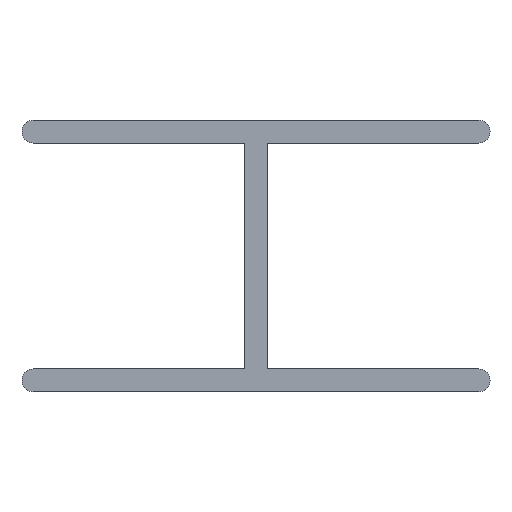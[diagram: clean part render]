
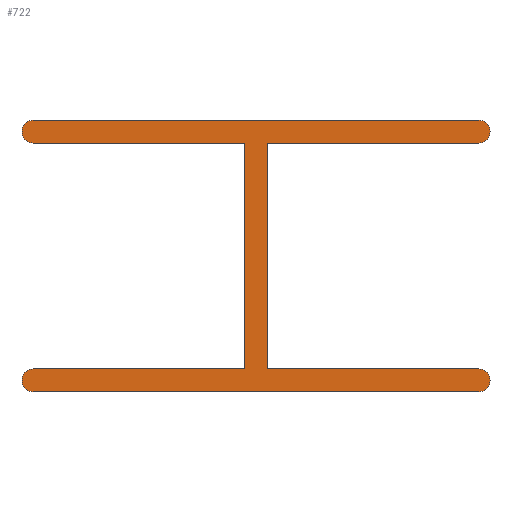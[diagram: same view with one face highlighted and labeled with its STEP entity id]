
A CAD part, front view. The second image highlights one B-rep face of the part: STEP entity #722.
In plain terms, the highlighted planar face has unit normal (0, -1, 0).
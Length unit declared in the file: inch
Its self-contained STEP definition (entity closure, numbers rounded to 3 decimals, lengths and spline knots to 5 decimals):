
#42=CARTESIAN_POINT('',(-0.334,0.19375,0.17775));
#43=VERTEX_POINT('',#42);
#50=CARTESIAN_POINT('',(-0.318,0.19375,0.19375));
#51=VERTEX_POINT('',#50);
#52=CARTESIAN_POINT('',(-0.318,0.19375,0.17775));
#53=DIRECTION('',(0.0,1.0,-0.0));
#54=DIRECTION('',(0.0,0.0,1.0));
#55=AXIS2_PLACEMENT_3D('',#52,#53,#54);
#56=CIRCLE('',#55,0.016);
#57=EDGE_CURVE('',#43,#51,#56,.T.);
#81=CARTESIAN_POINT('',(-0.334,0.19375,0.17725));
#82=VERTEX_POINT('',#81);
#89=CARTESIAN_POINT('',(-0.334,0.19375,0.17775));
#90=DIRECTION('',(0.0,0.0,-1.0));
#91=VECTOR('',#90,1.0);
#92=LINE('',#89,#91);
#93=EDGE_CURVE('',#43,#82,#92,.T.);
#113=CARTESIAN_POINT('',(-0.318,0.19375,0.16125));
#114=VERTEX_POINT('',#113);
#121=CARTESIAN_POINT('',(-0.318,0.19375,0.17725));
#122=DIRECTION('',(0.0,-1.0,0.0));
#123=DIRECTION('',(1.0,0.0,0.0));
#124=AXIS2_PLACEMENT_3D('',#121,#122,#123);
#125=CIRCLE('',#124,0.016);
#126=EDGE_CURVE('',#82,#114,#125,.T.);
#145=CARTESIAN_POINT('',(-0.01625,0.19375,0.16125));
#146=VERTEX_POINT('',#145);
#153=CARTESIAN_POINT('',(-0.318,0.19375,0.16125));
#154=DIRECTION('',(1.0,0.0,0.0));
#155=VECTOR('',#154,1.0);
#156=LINE('',#153,#155);
#157=EDGE_CURVE('',#114,#146,#156,.T.);
#176=CARTESIAN_POINT('',(-0.01625,0.19375,-0.16125));
#177=VERTEX_POINT('',#176);
#184=CARTESIAN_POINT('',(-0.01625,0.19375,-0.16125));
#185=DIRECTION('',(0.0,0.0,1.0));
#186=VECTOR('',#185,1.0);
#187=LINE('',#184,#186);
#188=EDGE_CURVE('',#177,#146,#187,.T.);
#207=CARTESIAN_POINT('',(-0.318,0.19375,-0.16125));
#208=VERTEX_POINT('',#207);
#215=CARTESIAN_POINT('',(-0.318,0.19375,-0.16125));
#216=DIRECTION('',(1.0,0.0,0.0));
#217=VECTOR('',#216,1.0);
#218=LINE('',#215,#217);
#219=EDGE_CURVE('',#208,#177,#218,.T.);
#239=CARTESIAN_POINT('',(-0.334,0.19375,-0.17725));
#240=VERTEX_POINT('',#239);
#247=CARTESIAN_POINT('',(-0.318,0.19375,-0.17725));
#248=DIRECTION('',(0.0,1.0,-0.0));
#249=DIRECTION('',(0.0,0.0,1.0));
#250=AXIS2_PLACEMENT_3D('',#247,#248,#249);
#251=CIRCLE('',#250,0.016);
#252=EDGE_CURVE('',#240,#208,#251,.T.);
#271=CARTESIAN_POINT('',(-0.334,0.19375,-0.17775));
#272=VERTEX_POINT('',#271);
#279=CARTESIAN_POINT('',(-0.334,0.19375,-0.17775));
#280=DIRECTION('',(0.0,0.0,1.0));
#281=VECTOR('',#280,1.0);
#282=LINE('',#279,#281);
#283=EDGE_CURVE('',#272,#240,#282,.T.);
#303=CARTESIAN_POINT('',(-0.318,0.19375,-0.19375));
#304=VERTEX_POINT('',#303);
#311=CARTESIAN_POINT('',(-0.318,0.19375,-0.17775));
#312=DIRECTION('',(0.0,-1.0,0.0));
#313=DIRECTION('',(1.0,0.0,0.0));
#314=AXIS2_PLACEMENT_3D('',#311,#312,#313);
#315=CIRCLE('',#314,0.016);
#316=EDGE_CURVE('',#272,#304,#315,.T.);
#335=CARTESIAN_POINT('',(0.318,0.19375,-0.19375));
#336=VERTEX_POINT('',#335);
#343=CARTESIAN_POINT('',(-0.318,0.19375,-0.19375));
#344=DIRECTION('',(1.0,0.0,0.0));
#345=VECTOR('',#344,1.0);
#346=LINE('',#343,#345);
#347=EDGE_CURVE('',#304,#336,#346,.T.);
#367=CARTESIAN_POINT('',(0.334,0.19375,-0.17775));
#368=VERTEX_POINT('',#367);
#375=CARTESIAN_POINT('',(0.318,0.19375,-0.17775));
#376=DIRECTION('',(0.0,-1.0,0.0));
#377=DIRECTION('',(1.0,0.0,0.0));
#378=AXIS2_PLACEMENT_3D('',#375,#376,#377);
#379=CIRCLE('',#378,0.016);
#380=EDGE_CURVE('',#336,#368,#379,.T.);
#399=CARTESIAN_POINT('',(0.334,0.19375,-0.17725));
#400=VERTEX_POINT('',#399);
#407=CARTESIAN_POINT('',(0.334,0.19375,-0.17775));
#408=DIRECTION('',(0.0,0.0,1.0));
#409=VECTOR('',#408,1.0);
#410=LINE('',#407,#409);
#411=EDGE_CURVE('',#368,#400,#410,.T.);
#431=CARTESIAN_POINT('',(0.318,0.19375,-0.16125));
#432=VERTEX_POINT('',#431);
#439=CARTESIAN_POINT('',(0.318,0.19375,-0.17725));
#440=DIRECTION('',(0.0,1.0,-0.0));
#441=DIRECTION('',(0.0,0.0,1.0));
#442=AXIS2_PLACEMENT_3D('',#439,#440,#441);
#443=CIRCLE('',#442,0.016);
#444=EDGE_CURVE('',#432,#400,#443,.T.);
#463=CARTESIAN_POINT('',(0.01625,0.19375,-0.16125));
#464=VERTEX_POINT('',#463);
#471=CARTESIAN_POINT('',(0.01625,0.19375,-0.16125));
#472=DIRECTION('',(1.0,0.0,0.0));
#473=VECTOR('',#472,1.0);
#474=LINE('',#471,#473);
#475=EDGE_CURVE('',#464,#432,#474,.T.);
#494=CARTESIAN_POINT('',(0.01625,0.19375,0.16125));
#495=VERTEX_POINT('',#494);
#502=CARTESIAN_POINT('',(0.01625,0.19375,-0.16125));
#503=DIRECTION('',(0.0,0.0,1.0));
#504=VECTOR('',#503,1.0);
#505=LINE('',#502,#504);
#506=EDGE_CURVE('',#464,#495,#505,.T.);
#525=CARTESIAN_POINT('',(0.318,0.19375,0.16125));
#526=VERTEX_POINT('',#525);
#533=CARTESIAN_POINT('',(0.01625,0.19375,0.16125));
#534=DIRECTION('',(1.0,0.0,0.0));
#535=VECTOR('',#534,1.0);
#536=LINE('',#533,#535);
#537=EDGE_CURVE('',#495,#526,#536,.T.);
#557=CARTESIAN_POINT('',(0.334,0.19375,0.17725));
#558=VERTEX_POINT('',#557);
#565=CARTESIAN_POINT('',(0.318,0.19375,0.17725));
#566=DIRECTION('',(0.0,-1.0,0.0));
#567=DIRECTION('',(1.0,0.0,0.0));
#568=AXIS2_PLACEMENT_3D('',#565,#566,#567);
#569=CIRCLE('',#568,0.016);
#570=EDGE_CURVE('',#526,#558,#569,.T.);
#589=CARTESIAN_POINT('',(0.334,0.19375,0.17775));
#590=VERTEX_POINT('',#589);
#597=CARTESIAN_POINT('',(0.334,0.19375,0.17775));
#598=DIRECTION('',(0.0,0.0,-1.0));
#599=VECTOR('',#598,1.0);
#600=LINE('',#597,#599);
#601=EDGE_CURVE('',#590,#558,#600,.T.);
#621=CARTESIAN_POINT('',(0.318,0.19375,0.19375));
#622=VERTEX_POINT('',#621);
#629=CARTESIAN_POINT('',(0.318,0.19375,0.17775));
#630=DIRECTION('',(0.0,-1.0,0.0));
#631=DIRECTION('',(1.0,0.0,0.0));
#632=AXIS2_PLACEMENT_3D('',#629,#630,#631);
#633=CIRCLE('',#632,0.016);
#634=EDGE_CURVE('',#590,#622,#633,.T.);
#652=CARTESIAN_POINT('',(-0.318,0.19375,0.19375));
#653=DIRECTION('',(1.0,0.0,0.0));
#654=VECTOR('',#653,1.0);
#655=LINE('',#652,#654);
#656=EDGE_CURVE('',#51,#622,#655,.T.);
#695=ORIENTED_EDGE('',*,*,#656,.F.);
#696=ORIENTED_EDGE('',*,*,#57,.F.);
#697=ORIENTED_EDGE('',*,*,#93,.T.);
#698=ORIENTED_EDGE('',*,*,#126,.T.);
#699=ORIENTED_EDGE('',*,*,#157,.T.);
#700=ORIENTED_EDGE('',*,*,#188,.F.);
#701=ORIENTED_EDGE('',*,*,#219,.F.);
#702=ORIENTED_EDGE('',*,*,#252,.F.);
#703=ORIENTED_EDGE('',*,*,#283,.F.);
#704=ORIENTED_EDGE('',*,*,#316,.T.);
#705=ORIENTED_EDGE('',*,*,#347,.T.);
#706=ORIENTED_EDGE('',*,*,#380,.T.);
#707=ORIENTED_EDGE('',*,*,#411,.T.);
#708=ORIENTED_EDGE('',*,*,#444,.F.);
#709=ORIENTED_EDGE('',*,*,#475,.F.);
#710=ORIENTED_EDGE('',*,*,#506,.T.);
#711=ORIENTED_EDGE('',*,*,#537,.T.);
#712=ORIENTED_EDGE('',*,*,#570,.T.);
#713=ORIENTED_EDGE('',*,*,#601,.F.);
#714=ORIENTED_EDGE('',*,*,#634,.T.);
#715=EDGE_LOOP('',(#695,#696,#697,#698,#699,#700,#701,#702,#703,#704,#705,#706,#707,#708,#709,#710,#711,#712,#713,#714));
#716=FACE_OUTER_BOUND('',#715,.T.);
#717=CARTESIAN_POINT('',(-0.11936,0.19375,0.19375));
#718=DIRECTION('',(0.0,-1.0,-0.0));
#719=DIRECTION('',(1.0,0.0,0.0));
#720=AXIS2_PLACEMENT_3D('',#717,#718,#719);
#721=PLANE('',#720);
#722=ADVANCED_FACE('',(#716),#721,.T.);
